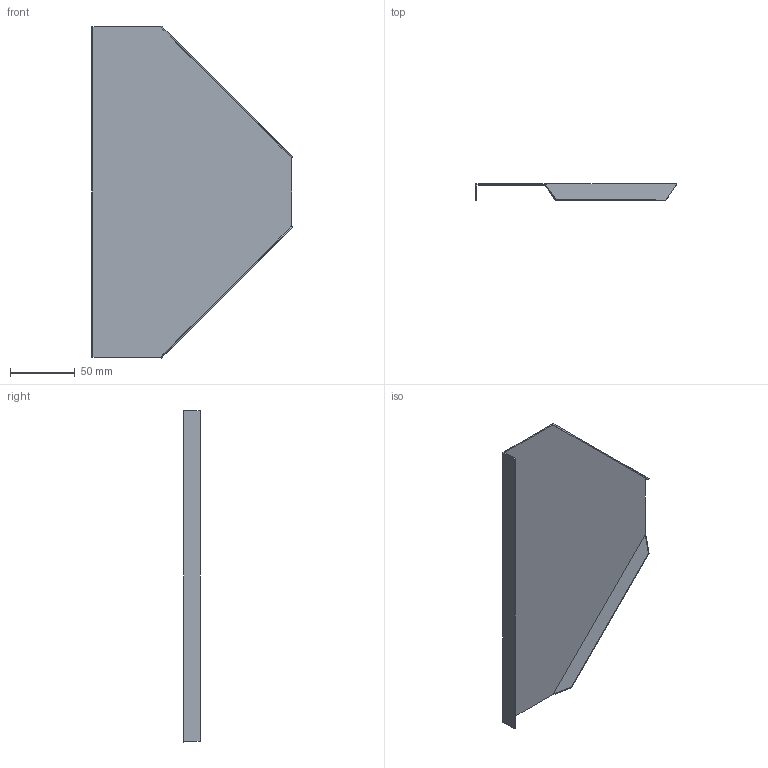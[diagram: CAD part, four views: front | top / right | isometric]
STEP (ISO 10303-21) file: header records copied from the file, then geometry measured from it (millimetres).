
FILE_DESCRIPTION(/* description */ (''),/* implementation_level */ '2;1');
FILE_NAME(/* name */ 'KTDplus-50.ipt.stp',/* time_stamp */ '2023-05-25T16:59:40+03:00',/* author */ ('Manager3'),/* organization */ (''),/* preprocessor_version */ 'ST-DEVELOPER v19.2',/* originating_system */ 'Autodesk Inventor 2023',/* authorisation */ '');
FILE_SCHEMA (('AUTOMOTIVE_DESIGN { 1 0 10303 214 3 1 1 }'));
Length unit declared in the file: millimetre
Products named in the file (1): Крышка Т-отвода 
50 "ПЛЮС"
Bounding box: 155.15 x 12.5 x 256.29 mm (x, y, z)
Volume: 35421.3 mm3; surface area: 71588.9 mm2
Topology: 1 solids, 1 shells, 26 faces, 80 edges, 56 vertices
Faces by surface type: plane 22, bspline 4
Entity records: 1122 total; most frequent: CARTESIAN_POINT 363, ORIENTED_EDGE 160, DIRECTION 110, EDGE_CURVE 80, LINE 64, VECTOR 64, VERTEX_POINT 56, STYLED_ITEM 27
